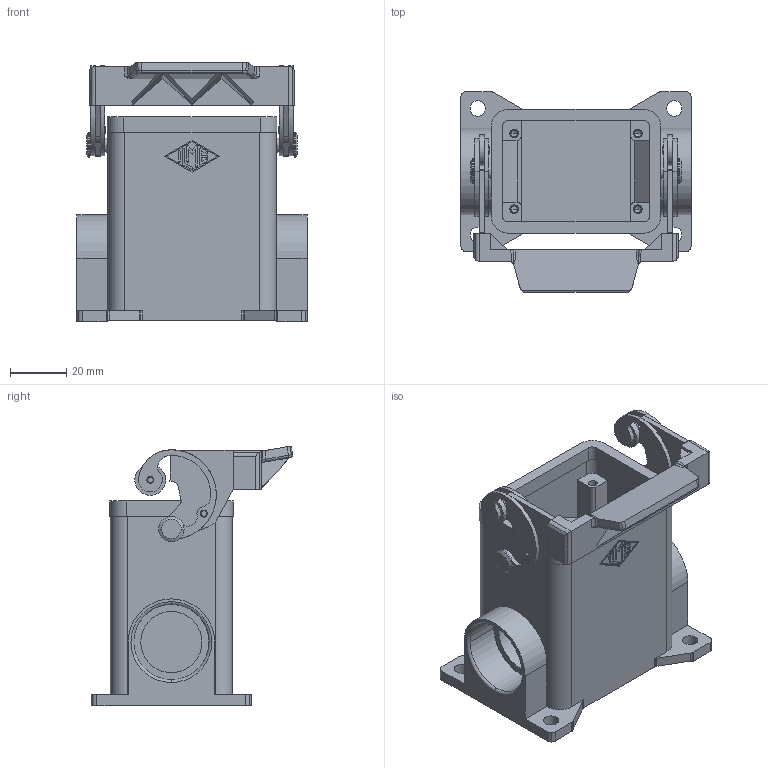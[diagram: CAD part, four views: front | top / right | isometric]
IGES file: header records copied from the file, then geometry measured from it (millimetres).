
Global section: file name: No Iges File Name specified; native system: AutoDesk Inventor R6.1; preprocessor: AutoDesk Inventor Iges Exporter R6.1; author: No Author specified; organization: No Organization specified; date: 20061220.171337; units: millimetre
Bounding box: 82 x 71.7 x 92.58 mm (x, y, z)
Volume: 93183.3 mm3; surface area: 47776.1 mm2
Topology: 1 solids, 3 shells, 468 faces, 1252 edges, 817 vertices
Faces by surface type: bspline 166, plane 157, cylinder 73, revolution 58, torus 12, cone 2
